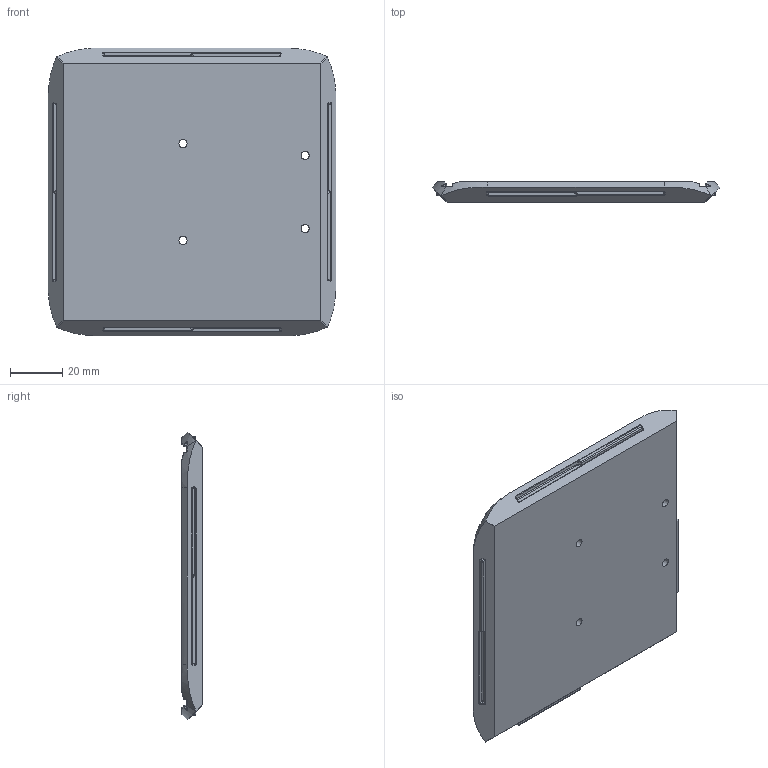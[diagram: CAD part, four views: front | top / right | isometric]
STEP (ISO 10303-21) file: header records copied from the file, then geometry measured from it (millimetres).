
FILE_DESCRIPTION(/* description */ (''),/* implementation_level */ '2;1');
FILE_NAME(/* name */ 'BBCube_3DBosey_Bottom.step',/* time_stamp */ '2017-07-10T11:19:26-05:00',/* author */ (''),/* organization */ (''),/* preprocessor_version */ 'ST-DEVELOPER v16.13',/* originating_system */ 'Autodesk Translation Framework v6.1.1.50',/* authorisation */ '');
FILE_SCHEMA (('AUTOMOTIVE_DESIGN { 1 0 10303 214 3 1 1 }'));
Length unit declared in the file: millimetre
Products named in the file (1): BBCube_3DBosey_bottom_plate v1
Bounding box: 110.68 x 7.89 x 110.68 mm (x, y, z)
Volume: 67390.6 mm3; surface area: 26314.1 mm2
Topology: 1 solids, 1 shells, 322 faces, 753 edges, 425 vertices
Faces by surface type: bspline 144, cylinder 112, plane 54, sphere 12
Full cylindrical faces by diameter (mm): 3.1 x4
Entity records: 21045 total; most frequent: CARTESIAN_POINT 14293, ORIENTED_EDGE 1474, DIRECTION 1358, EDGE_CURVE 737, AXIS2_PLACEMENT_3D 571, VERTEX_POINT 425, EDGE_LOOP 338, FACE_OUTER_BOUND 322
